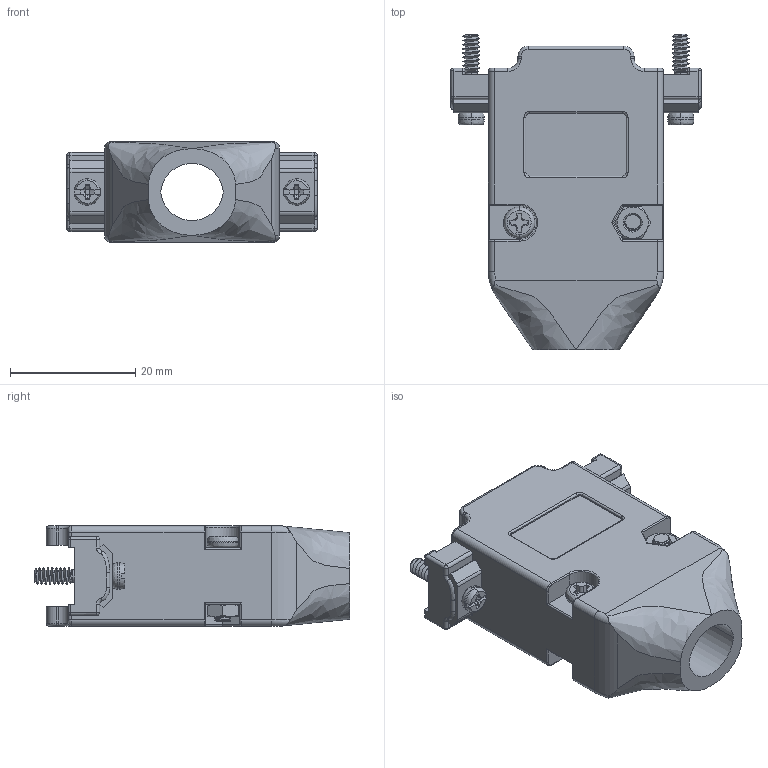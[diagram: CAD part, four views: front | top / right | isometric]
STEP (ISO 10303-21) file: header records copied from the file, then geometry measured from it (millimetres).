
FILE_DESCRIPTION (( 'STEP AP214' ), '1' );
FILE_NAME ('FDB1502-C200B.STEP', '2025-04-01T00:55:31', ( '' ), ( '' ), 'SwSTEP 2.0', 'SolidWorks 2021', '' );
FILE_SCHEMA (( 'AUTOMOTIVE_DESIGN' ));
Length unit declared in the file: millimetre
Products named in the file (1): FDB1502-C200B
Bounding box: 39.9 x 50.3 x 16 mm (x, y, z)
Volume: 15017.6 mm3; surface area: 7702.8 mm2
Topology: 1 solids, 3 shells, 637 faces, 1741 edges, 1114 vertices
Faces by surface type: cylinder 287, plane 208, cone 58, torus 42, bspline 38, sphere 4
Entity records: 34480 total; most frequent: CARTESIAN_POINT 13612, ORIENTED_EDGE 3466, DIRECTION 2751, EDGE_CURVE 1733, VERTEX_POINT 1114, AXIS2_PLACEMENT_3D 987, LINE 777, VECTOR 777
